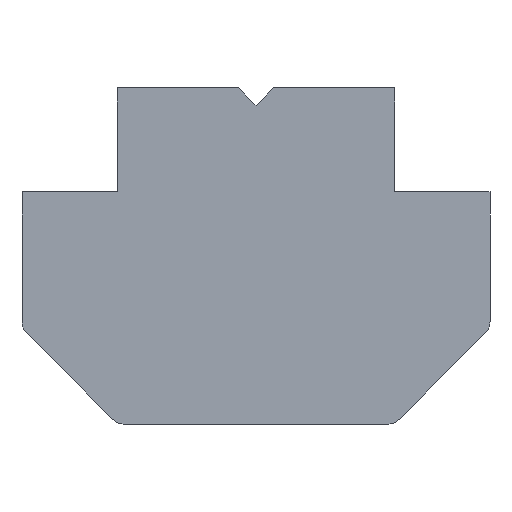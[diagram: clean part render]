
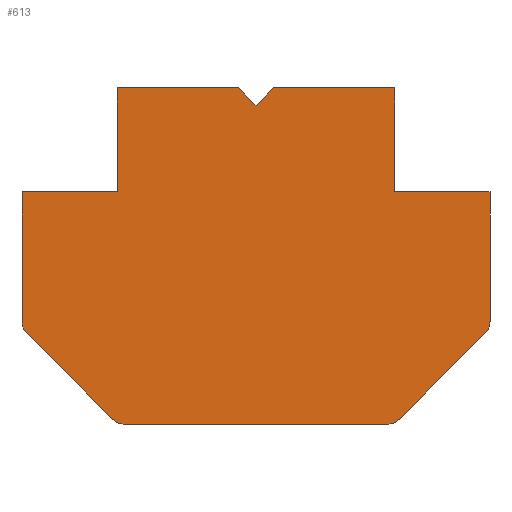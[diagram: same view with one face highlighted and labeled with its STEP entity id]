
A CAD part, front view. The second image highlights one B-rep face of the part: STEP entity #613.
In plain terms, the highlighted planar face has unit normal (0, -1, 0).
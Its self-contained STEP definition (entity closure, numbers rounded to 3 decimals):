
#22=LINE('',#1062,#74);
#28=LINE('',#1073,#80);
#30=LINE('',#1077,#82);
#32=LINE('',#1081,#84);
#48=LINE('',#1156,#100);
#51=LINE('',#1162,#103);
#54=LINE('',#1168,#106);
#57=LINE('',#1176,#109);
#59=LINE('',#1180,#111);
#61=LINE('',#1184,#113);
#64=LINE('',#1191,#116);
#70=LINE('',#1202,#122);
#71=LINE('',#1206,#123);
#74=VECTOR('',#690,1000.);
#80=VECTOR('',#700,1000.);
#82=VECTOR('',#704,1000.);
#84=VECTOR('',#708,1000.);
#100=VECTOR('',#750,1000.);
#103=VECTOR('',#755,1000.);
#106=VECTOR('',#760,1000.);
#109=VECTOR('',#765,1000.);
#111=VECTOR('',#769,1000.);
#113=VECTOR('',#773,1000.);
#116=VECTOR('',#778,1000.);
#122=VECTOR('',#786,1000.);
#123=VECTOR('',#793,1000.);
#142=PLANE('',#655);
#175=FACE_OUTER_BOUND('',#207,.T.);
#207=EDGE_LOOP('',(#531,#532,#533,#534,#535,#536,#537,#538,#539,#540,#541,
#542,#543,#544,#545,#546,#547));
#245=CIRCLE('',#642,0.5);
#246=CIRCLE('',#656,0.5);
#247=CIRCLE('',#657,0.5);
#248=CIRCLE('',#658,0.5);
#271=VERTEX_POINT('',#1059);
#272=VERTEX_POINT('',#1061);
#275=VERTEX_POINT('',#1071);
#276=VERTEX_POINT('',#1075);
#277=VERTEX_POINT('',#1079);
#286=VERTEX_POINT('',#1130);
#287=VERTEX_POINT('',#1132);
#293=VERTEX_POINT('',#1154);
#295=VERTEX_POINT('',#1160);
#297=VERTEX_POINT('',#1166);
#300=VERTEX_POINT('',#1173);
#301=VERTEX_POINT('',#1175);
#302=VERTEX_POINT('',#1179);
#303=VERTEX_POINT('',#1183);
#305=VERTEX_POINT('',#1189);
#306=VERTEX_POINT('',#1190);
#310=VERTEX_POINT('',#1200);
#337=EDGE_CURVE('',#271,#272,#22,.T.);
#343=EDGE_CURVE('',#275,#271,#28,.T.);
#345=EDGE_CURVE('',#276,#275,#30,.T.);
#347=EDGE_CURVE('',#277,#276,#32,.T.);
#359=EDGE_CURVE('',#287,#286,#245,.T.);
#371=EDGE_CURVE('',#293,#277,#48,.T.);
#374=EDGE_CURVE('',#295,#293,#51,.T.);
#377=EDGE_CURVE('',#297,#295,#54,.T.);
#380=EDGE_CURVE('',#300,#301,#57,.T.);
#382=EDGE_CURVE('',#302,#287,#59,.T.);
#384=EDGE_CURVE('',#286,#303,#61,.T.);
#387=EDGE_CURVE('',#305,#306,#64,.T.);
#393=EDGE_CURVE('',#310,#306,#70,.T.);
#394=EDGE_CURVE('',#300,#302,#246,.T.);
#395=EDGE_CURVE('',#303,#305,#247,.T.);
#396=EDGE_CURVE('',#272,#310,#71,.T.);
#397=EDGE_CURVE('',#297,#301,#248,.T.);
#531=ORIENTED_EDGE('',*,*,#380,.F.);
#532=ORIENTED_EDGE('',*,*,#394,.T.);
#533=ORIENTED_EDGE('',*,*,#382,.T.);
#534=ORIENTED_EDGE('',*,*,#359,.T.);
#535=ORIENTED_EDGE('',*,*,#384,.T.);
#536=ORIENTED_EDGE('',*,*,#395,.T.);
#537=ORIENTED_EDGE('',*,*,#387,.T.);
#538=ORIENTED_EDGE('',*,*,#393,.F.);
#539=ORIENTED_EDGE('',*,*,#396,.F.);
#540=ORIENTED_EDGE('',*,*,#337,.F.);
#541=ORIENTED_EDGE('',*,*,#343,.F.);
#542=ORIENTED_EDGE('',*,*,#345,.F.);
#543=ORIENTED_EDGE('',*,*,#347,.F.);
#544=ORIENTED_EDGE('',*,*,#371,.F.);
#545=ORIENTED_EDGE('',*,*,#374,.F.);
#546=ORIENTED_EDGE('',*,*,#377,.F.);
#547=ORIENTED_EDGE('',*,*,#397,.T.);
#613=ADVANCED_FACE('',(#175),#142,.T.);
#642=AXIS2_PLACEMENT_3D('',#1133,#727,#728);
#655=AXIS2_PLACEMENT_3D('',#1203,#787,#788);
#656=AXIS2_PLACEMENT_3D('',#1204,#789,#790);
#657=AXIS2_PLACEMENT_3D('',#1205,#791,#792);
#658=AXIS2_PLACEMENT_3D('',#1207,#794,#795);
#690=DIRECTION('',(1.,0.,0.));
#700=DIRECTION('',(0.707,0.,0.707));
#704=DIRECTION('',(0.707,0.,-0.707));
#708=DIRECTION('',(1.,0.,0.));
#727=DIRECTION('center_axis',(0.,-1.,0.));
#728=DIRECTION('ref_axis',(1.,0.,0.));
#750=DIRECTION('',(0.,0.,1.));
#755=DIRECTION('',(1.,0.,0.));
#760=DIRECTION('',(0.,0.,1.));
#765=DIRECTION('',(-0.707,0.,0.707));
#769=DIRECTION('',(1.,0.,0.));
#773=DIRECTION('',(0.707,0.,0.707));
#778=DIRECTION('',(0.,0.,1.));
#786=DIRECTION('',(1.,0.,0.));
#787=DIRECTION('center_axis',(0.,-1.,0.));
#788=DIRECTION('ref_axis',(1.,0.,0.));
#789=DIRECTION('center_axis',(0.,-1.,0.));
#790=DIRECTION('ref_axis',(1.,0.,0.));
#791=DIRECTION('center_axis',(0.,-1.,0.));
#792=DIRECTION('ref_axis',(1.,0.,0.));
#793=DIRECTION('',(0.,0.,-1.));
#794=DIRECTION('center_axis',(0.,-1.,0.));
#795=DIRECTION('ref_axis',(1.,0.,0.));
#1059=CARTESIAN_POINT('',(0.5,-10.,-1.5));
#1061=CARTESIAN_POINT('',(4.,-10.,-1.5));
#1062=CARTESIAN_POINT('',(0.,-10.,-1.5));
#1071=CARTESIAN_POINT('',(0.,-10.,-2.));
#1073=CARTESIAN_POINT('',(-2.175,-10.,-4.175));
#1075=CARTESIAN_POINT('',(-0.5,-10.,-1.5));
#1077=CARTESIAN_POINT('',(2.175,-10.,-4.175));
#1079=CARTESIAN_POINT('',(-4.,-10.,-1.5));
#1081=CARTESIAN_POINT('',(0.,-10.,-1.5));
#1130=CARTESIAN_POINT('',(4.146,-10.,-11.054));
#1132=CARTESIAN_POINT('',(3.793,-10.,-11.2));
#1133=CARTESIAN_POINT('Origin',(3.793,-10.,-10.7));
#1154=CARTESIAN_POINT('',(-4.,-10.,-4.5));
#1156=CARTESIAN_POINT('',(-4.,-10.,-6.35));
#1160=CARTESIAN_POINT('',(-6.75,-10.,-4.5));
#1162=CARTESIAN_POINT('',(0.,-10.,-4.5));
#1166=CARTESIAN_POINT('',(-6.75,-10.,-8.243));
#1168=CARTESIAN_POINT('',(-6.75,-10.,-6.35));
#1173=CARTESIAN_POINT('',(-4.146,-10.,-11.054));
#1175=CARTESIAN_POINT('',(-6.604,-10.,-8.596));
#1176=CARTESIAN_POINT('',(-4.425,-10.,-10.775));
#1179=CARTESIAN_POINT('',(-3.793,-10.,-11.2));
#1180=CARTESIAN_POINT('',(0.,-10.,-11.2));
#1183=CARTESIAN_POINT('',(6.604,-10.,-8.596));
#1184=CARTESIAN_POINT('',(4.425,-10.,-10.775));
#1189=CARTESIAN_POINT('',(6.75,-10.,-8.243));
#1190=CARTESIAN_POINT('',(6.75,-10.,-4.5));
#1191=CARTESIAN_POINT('',(6.75,-10.,-6.35));
#1200=CARTESIAN_POINT('',(4.,-10.,-4.5));
#1202=CARTESIAN_POINT('',(0.,-10.,-4.5));
#1203=CARTESIAN_POINT('Origin',(0.,-10.,-6.35));
#1204=CARTESIAN_POINT('Origin',(-3.793,-10.,-10.7));
#1205=CARTESIAN_POINT('Origin',(6.25,-10.,-8.243));
#1206=CARTESIAN_POINT('',(4.,-10.,-6.35));
#1207=CARTESIAN_POINT('Origin',(-6.25,-10.,-8.243));
